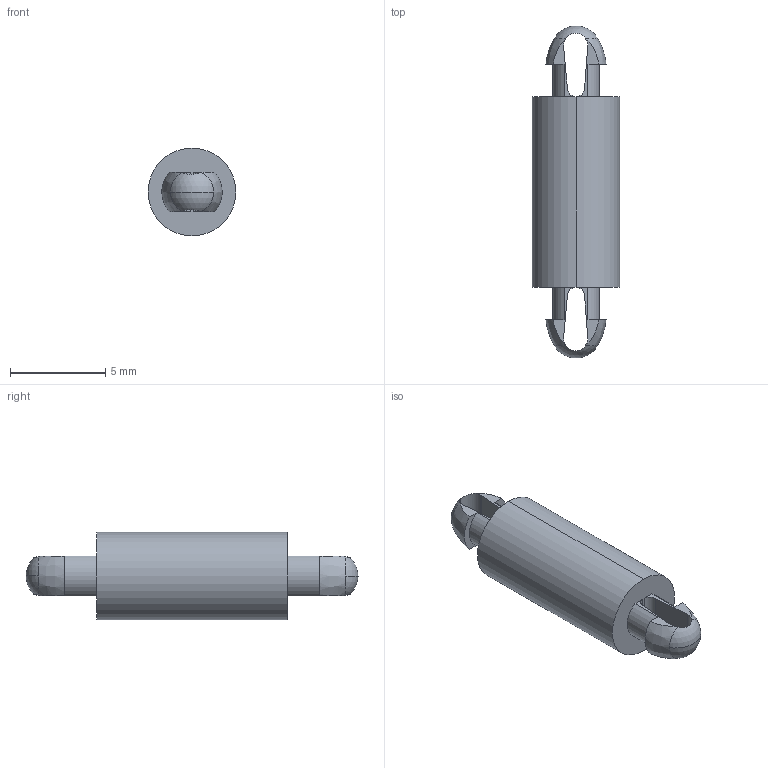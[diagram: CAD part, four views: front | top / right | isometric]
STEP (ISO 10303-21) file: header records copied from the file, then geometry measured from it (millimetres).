
FILE_DESCRIPTION (( 'STEP AP203' ), '1' );
FILE_NAME ('10015254.step', '2023-06-30T14:53:21', ( '' ), ( '' ), 'SwSTEP 2.0', 'SolidWorks 2021', '' );
FILE_SCHEMA (( 'CONFIG_CONTROL_DESIGN' ));
Length unit declared in the file: millimetre
Products named in the file (1): 10015254
Bounding box: 4.6 x 17.4 x 4.6 mm (x, y, z)
Volume: 184.2 mm3; surface area: 251.4 mm2
Topology: 1 solids, 1 shells, 42 faces, 122 edges, 82 vertices
Faces by surface type: plane 18, cylinder 16, sphere 4, bspline 4
Entity records: 1615 total; most frequent: CARTESIAN_POINT 435, ORIENTED_EDGE 244, DIRECTION 224, EDGE_CURVE 122, AXIS2_PLACEMENT_3D 87, VERTEX_POINT 82, LINE 50, VECTOR 50
